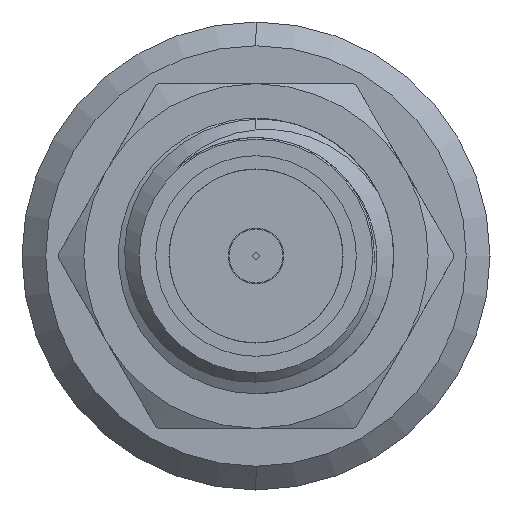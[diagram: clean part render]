
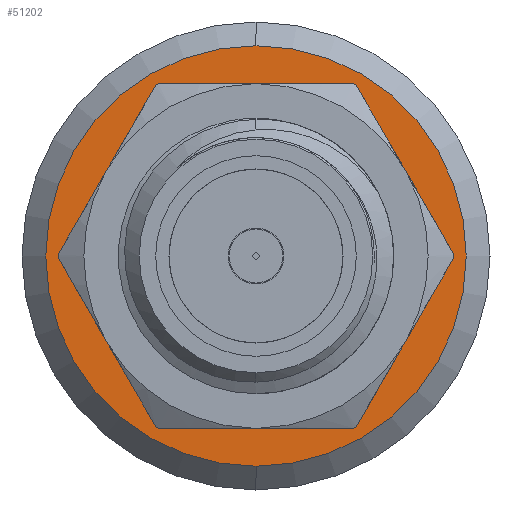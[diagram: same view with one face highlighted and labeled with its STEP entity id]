
A CAD part, left-side view. The second image highlights one B-rep face of the part: STEP entity #51202.
In plain terms, the highlighted planar face has unit normal (-1, 0, 0).
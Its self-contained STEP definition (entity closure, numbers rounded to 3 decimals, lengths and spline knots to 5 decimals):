
#1273 = AXIS2_PLACEMENT_3D ( 'NONE', #11950, #5810, #75382 ) ;
#3493 = PLANE ( 'NONE',  #48167 ) ;
#3737 = CARTESIAN_POINT ( 'NONE',  ( 0.36503, 0., -0.21071 ) ) ;
#5206 = CIRCLE ( 'NONE', #1273, 0.10925 ) ;
#5810 = DIRECTION ( 'NONE',  ( -1., 0., 0. ) ) ;
#10752 = CARTESIAN_POINT ( 'NONE',  ( 0.36503, 0., 0. ) ) ;
#11950 = CARTESIAN_POINT ( 'NONE',  ( 0.36503, 0., 0. ) ) ;
#12266 = CARTESIAN_POINT ( 'NONE',  ( 0.36503, 0., 0. ) ) ;
#14530 = VERTEX_POINT ( 'NONE', #80158 ) ;
#19319 = VERTEX_POINT ( 'NONE', #80884 ) ;
#19680 = CIRCLE ( 'NONE', #60160, 0.21071 ) ;
#21059 = EDGE_CURVE ( 'NONE', #14530, #71879, #27156, .T. ) ;
#21246 = ORIENTED_EDGE ( 'NONE', *, *, #45568, .T. ) ;
#27156 = CIRCLE ( 'NONE', #79471, 0.10925 ) ;
#27293 = CARTESIAN_POINT ( 'NONE',  ( 0.36503, 0., 0. ) ) ;
#28467 = CARTESIAN_POINT ( 'NONE',  ( 0.36503, 0.21071, 0. ) ) ;
#29818 = ORIENTED_EDGE ( 'NONE', *, *, #64139, .F. ) ;
#31079 = CARTESIAN_POINT ( 'NONE',  ( 0.36503, 0., -0.10925 ) ) ;
#35441 = DIRECTION ( 'NONE',  ( 0., 0., -1. ) ) ;
#36234 = FACE_BOUND ( 'NONE', #52948, .T. ) ;
#37331 = ORIENTED_EDGE ( 'NONE', *, *, #78162, .T. ) ;
#41184 = AXIS2_PLACEMENT_3D ( 'NONE', #10752, #60671, #62686 ) ;
#45568 = EDGE_CURVE ( 'NONE', #53525, #19319, #65996, .T. ) ;
#47303 = FACE_OUTER_BOUND ( 'NONE', #61826, .T. ) ;
#48167 = AXIS2_PLACEMENT_3D ( 'NONE', #28467, #53436, #35441 ) ;
#50376 = ORIENTED_EDGE ( 'NONE', *, *, #21059, .F. ) ;
#51202 = ADVANCED_FACE ( 'NONE', ( #36234, #47303 ), #3493, .F. ) ;
#52948 = EDGE_LOOP ( 'NONE', ( #50376, #29818 ) ) ;
#53436 = DIRECTION ( 'NONE',  ( 1., 0., 0. ) ) ;
#53525 = VERTEX_POINT ( 'NONE', #3737 ) ;
#57983 = DIRECTION ( 'NONE',  ( -1., 0., 0. ) ) ;
#60160 = AXIS2_PLACEMENT_3D ( 'NONE', #27293, #57983, #64132 ) ;
#60671 = DIRECTION ( 'NONE',  ( -1., 0., 0. ) ) ;
#61826 = EDGE_LOOP ( 'NONE', ( #21246, #37331 ) ) ;
#62686 = DIRECTION ( 'NONE',  ( 0., 0., 1. ) ) ;
#64132 = DIRECTION ( 'NONE',  ( 0., 0., 1. ) ) ;
#64139 = EDGE_CURVE ( 'NONE', #71879, #14530, #5206, .T. ) ;
#65996 = CIRCLE ( 'NONE', #41184, 0.21071 ) ;
#71879 = VERTEX_POINT ( 'NONE', #31079 ) ;
#75282 = DIRECTION ( 'NONE',  ( 0., 0., 1. ) ) ;
#75382 = DIRECTION ( 'NONE',  ( 0., 0., 1. ) ) ;
#78162 = EDGE_CURVE ( 'NONE', #19319, #53525, #19680, .T. ) ;
#79471 = AXIS2_PLACEMENT_3D ( 'NONE', #12266, #80618, #75282 ) ;
#80158 = CARTESIAN_POINT ( 'NONE',  ( 0.36503, 0., 0.10925 ) ) ;
#80618 = DIRECTION ( 'NONE',  ( -1., 0., 0. ) ) ;
#80884 = CARTESIAN_POINT ( 'NONE',  ( 0.36503, 0., 0.21071 ) ) ;
